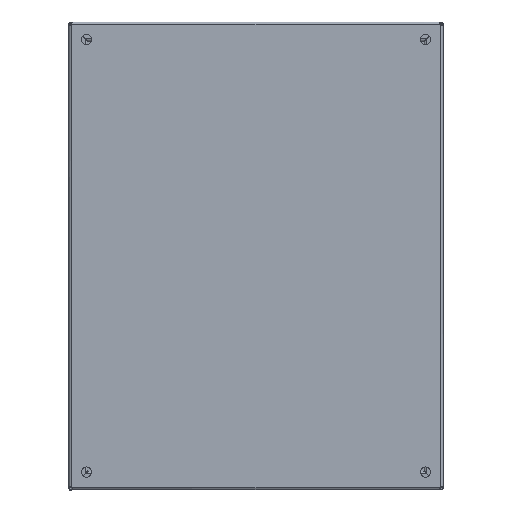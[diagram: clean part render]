
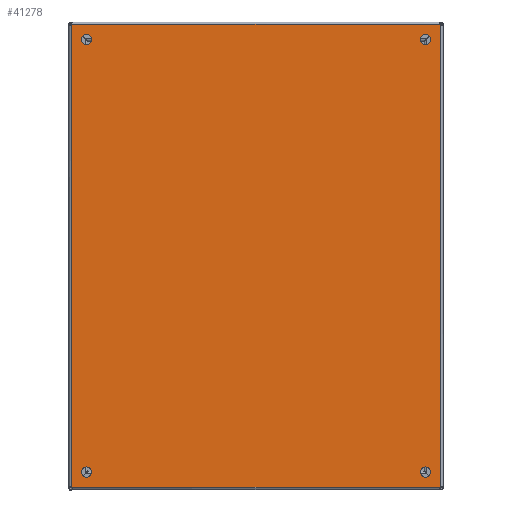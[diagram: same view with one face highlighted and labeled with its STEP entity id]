
A CAD part, top view. The second image highlights one B-rep face of the part: STEP entity #41278.
In plain terms, the highlighted planar face has unit normal (0, 0, 1).
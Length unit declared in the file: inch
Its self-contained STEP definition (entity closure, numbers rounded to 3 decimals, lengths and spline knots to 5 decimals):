
#273 = EDGE_LOOP ( 'NONE', ( #59256 ) ) ;
#442 = ORIENTED_EDGE ( 'NONE', *, *, #69529, .T. ) ;
#1008 = FACE_BOUND ( 'NONE', #66920, .T. ) ;
#1117 = VERTEX_POINT ( 'NONE', #70849 ) ;
#1241 = EDGE_LOOP ( 'NONE', ( #79955, #46985, #75439, #48066, #3550, #12666, #78483, #75092 ) ) ;
#2970 = AXIS2_PLACEMENT_3D ( 'NONE', #66715, #60614, #22688 ) ;
#3290 = AXIS2_PLACEMENT_3D ( 'NONE', #47115, #9239, #21944 ) ;
#3352 = VECTOR ( 'NONE', #30400, 39.37008 ) ;
#3362 = VERTEX_POINT ( 'NONE', #4220 ) ;
#3550 = ORIENTED_EDGE ( 'NONE', *, *, #68523, .T. ) ;
#4220 = CARTESIAN_POINT ( 'NONE',  ( 0.40625, 19.125, 10.9175 ) ) ;
#4583 = DIRECTION ( 'NONE',  ( -1., 0., 0. ) ) ;
#5768 = CARTESIAN_POINT ( 'NONE',  ( 7.875, 19.76975, 10.9175 ) ) ;
#6011 = CARTESIAN_POINT ( 'NONE',  ( -0.01975, 9.875, 10.9175 ) ) ;
#8189 = VECTOR ( 'NONE', #26290, 39.37008 ) ;
#9239 = DIRECTION ( 'NONE',  ( 0., 0., -1. ) ) ;
#11578 = CIRCLE ( 'NONE', #36533, 0.07 ) ;
#12078 = DIRECTION ( 'NONE',  ( -1., 0., 0. ) ) ;
#12283 = VERTEX_POINT ( 'NONE', #31049 ) ;
#12666 = ORIENTED_EDGE ( 'NONE', *, *, #32858, .F. ) ;
#15343 = CARTESIAN_POINT ( 'NONE',  ( 15.75777, -0.01975, 10.9175 ) ) ;
#16142 = EDGE_CURVE ( 'NONE', #48450, #27659, #24013, .T. ) ;
#17953 = CARTESIAN_POINT ( 'NONE',  ( 15.75777, 19.76975, 10.9175 ) ) ;
#19567 = EDGE_CURVE ( 'NONE', #53778, #53778, #32355, .T. ) ;
#21944 = DIRECTION ( 'NONE',  ( -1., 0., 0. ) ) ;
#22003 = EDGE_LOOP ( 'NONE', ( #74135 ) ) ;
#22659 = VERTEX_POINT ( 'NONE', #17953 ) ;
#22688 = DIRECTION ( 'NONE',  ( -1., 0., 0. ) ) ;
#24013 = LINE ( 'NONE', #31237, #38874 ) ;
#24543 = AXIS2_PLACEMENT_3D ( 'NONE', #48548, #67682, #4583 ) ;
#24906 = VERTEX_POINT ( 'NONE', #31984 ) ;
#25010 = CARTESIAN_POINT ( 'NONE',  ( 15.81289, 19.81289, 10.9175 ) ) ;
#25485 = CARTESIAN_POINT ( 'NONE',  ( 15.76975, 9.875, 10.9175 ) ) ;
#25883 = CARTESIAN_POINT ( 'NONE',  ( 15.76975, 19.75777, 10.9175 ) ) ;
#26095 = EDGE_CURVE ( 'NONE', #78293, #33886, #48733, .T. ) ;
#26290 = DIRECTION ( 'NONE',  ( 0., -1., 0. ) ) ;
#27659 = VERTEX_POINT ( 'NONE', #79196 ) ;
#29985 = DIRECTION ( 'NONE',  ( 1., 0., 0. ) ) ;
#30251 = DIRECTION ( 'NONE',  ( 0., 0., -1. ) ) ;
#30400 = DIRECTION ( 'NONE',  ( 1., 0., 0. ) ) ;
#31049 = CARTESIAN_POINT ( 'NONE',  ( 14.90625, 19.125, 10.9175 ) ) ;
#31237 = CARTESIAN_POINT ( 'NONE',  ( 7.875, -0.01975, 10.9175 ) ) ;
#31984 = CARTESIAN_POINT ( 'NONE',  ( -0.01975, -0.00777, 10.9175 ) ) ;
#32201 = DIRECTION ( 'NONE',  ( 0., 0., -1. ) ) ;
#32355 = CIRCLE ( 'NONE', #66371, 0.21875 ) ;
#32626 = AXIS2_PLACEMENT_3D ( 'NONE', #25010, #32201, #50424 ) ;
#32648 = AXIS2_PLACEMENT_3D ( 'NONE', #61782, #30251, #29985 ) ;
#32858 = EDGE_CURVE ( 'NONE', #24906, #1117, #61322, .T. ) ;
#32937 = CIRCLE ( 'NONE', #32648, 0.07 ) ;
#33718 = DIRECTION ( 'NONE',  ( 1., 0., 0. ) ) ;
#33752 = DIRECTION ( 'NONE',  ( 0., 0., -1. ) ) ;
#33886 = VERTEX_POINT ( 'NONE', #35679 ) ;
#35679 = CARTESIAN_POINT ( 'NONE',  ( 15.76975, -0.00777, 10.9175 ) ) ;
#36533 = AXIS2_PLACEMENT_3D ( 'NONE', #45895, #45633, #33718 ) ;
#36834 = EDGE_LOOP ( 'NONE', ( #43312 ) ) ;
#37321 = EDGE_CURVE ( 'NONE', #59005, #59005, #45748, .T. ) ;
#38058 = LINE ( 'NONE', #5768, #3352 ) ;
#38874 = VECTOR ( 'NONE', #63052, 39.37008 ) ;
#39282 = EDGE_CURVE ( 'NONE', #24906, #27659, #11578, .T. ) ;
#40637 = FACE_BOUND ( 'NONE', #273, .T. ) ;
#41278 = ADVANCED_FACE ( 'NONE', ( #40637, #1008, #51536, #62437, #44610 ), #73563, .F. ) ;
#43082 = CARTESIAN_POINT ( 'NONE',  ( -0.00777, 19.76975, 10.9175 ) ) ;
#43276 = EDGE_CURVE ( 'NONE', #65636, #22659, #38058, .T. ) ;
#43312 = ORIENTED_EDGE ( 'NONE', *, *, #37321, .T. ) ;
#44610 = FACE_OUTER_BOUND ( 'NONE', #1241, .T. ) ;
#44852 = CARTESIAN_POINT ( 'NONE',  ( 0.625, 0.625, 10.9175 ) ) ;
#45633 = DIRECTION ( 'NONE',  ( 0., 0., -1. ) ) ;
#45748 = CIRCLE ( 'NONE', #2970, 0.21875 ) ;
#45895 = CARTESIAN_POINT ( 'NONE',  ( -0.06289, -0.06289, 10.9175 ) ) ;
#46880 = CIRCLE ( 'NONE', #63218, 0.07 ) ;
#46985 = ORIENTED_EDGE ( 'NONE', *, *, #26095, .F. ) ;
#47115 = CARTESIAN_POINT ( 'NONE',  ( 15.125, 19.125, 10.9175 ) ) ;
#48066 = ORIENTED_EDGE ( 'NONE', *, *, #43276, .F. ) ;
#48450 = VERTEX_POINT ( 'NONE', #15343 ) ;
#48548 = CARTESIAN_POINT ( 'NONE',  ( 7.875, 9.875, 10.9175 ) ) ;
#48710 = EDGE_CURVE ( 'NONE', #48450, #33886, #32937, .T. ) ;
#48733 = LINE ( 'NONE', #25485, #8189 ) ;
#50424 = DIRECTION ( 'NONE',  ( 1., 0., 0. ) ) ;
#51239 = DIRECTION ( 'NONE',  ( 0., 0., -1. ) ) ;
#51536 = FACE_BOUND ( 'NONE', #22003, .T. ) ;
#52103 = CARTESIAN_POINT ( 'NONE',  ( 14.90625, 0.625, 10.9175 ) ) ;
#52292 = CARTESIAN_POINT ( 'NONE',  ( -0.06289, 19.81289, 10.9175 ) ) ;
#53679 = AXIS2_PLACEMENT_3D ( 'NONE', #81029, #69113, #12078 ) ;
#53778 = VERTEX_POINT ( 'NONE', #74950 ) ;
#59005 = VERTEX_POINT ( 'NONE', #52103 ) ;
#59256 = ORIENTED_EDGE ( 'NONE', *, *, #64111, .T. ) ;
#59657 = EDGE_CURVE ( 'NONE', #78293, #22659, #59868, .T. ) ;
#59868 = CIRCLE ( 'NONE', #32626, 0.07 ) ;
#60376 = CIRCLE ( 'NONE', #3290, 0.21875 ) ;
#60614 = DIRECTION ( 'NONE',  ( 0., 0., -1. ) ) ;
#61322 = LINE ( 'NONE', #6011, #67289 ) ;
#61782 = CARTESIAN_POINT ( 'NONE',  ( 15.81289, -0.06289, 10.9175 ) ) ;
#62437 = FACE_BOUND ( 'NONE', #36834, .T. ) ;
#63052 = DIRECTION ( 'NONE',  ( -1., 0., 0. ) ) ;
#63218 = AXIS2_PLACEMENT_3D ( 'NONE', #52292, #33752, #65349 ) ;
#63739 = DIRECTION ( 'NONE',  ( -1., 0., 0. ) ) ;
#64111 = EDGE_CURVE ( 'NONE', #3362, #3362, #70931, .T. ) ;
#65349 = DIRECTION ( 'NONE',  ( 1., 0., 0. ) ) ;
#65636 = VERTEX_POINT ( 'NONE', #43082 ) ;
#66371 = AXIS2_PLACEMENT_3D ( 'NONE', #44852, #51239, #63739 ) ;
#66715 = CARTESIAN_POINT ( 'NONE',  ( 15.125, 0.625, 10.9175 ) ) ;
#66920 = EDGE_LOOP ( 'NONE', ( #442 ) ) ;
#67289 = VECTOR ( 'NONE', #69126, 39.37008 ) ;
#67682 = DIRECTION ( 'NONE',  ( 0., 0., -1. ) ) ;
#68523 = EDGE_CURVE ( 'NONE', #65636, #1117, #46880, .T. ) ;
#69113 = DIRECTION ( 'NONE',  ( 0., 0., -1. ) ) ;
#69126 = DIRECTION ( 'NONE',  ( 0., 1., 0. ) ) ;
#69529 = EDGE_CURVE ( 'NONE', #12283, #12283, #60376, .T. ) ;
#70849 = CARTESIAN_POINT ( 'NONE',  ( -0.01975, 19.75777, 10.9175 ) ) ;
#70931 = CIRCLE ( 'NONE', #53679, 0.21875 ) ;
#73563 = PLANE ( 'NONE',  #24543 ) ;
#74135 = ORIENTED_EDGE ( 'NONE', *, *, #19567, .T. ) ;
#74950 = CARTESIAN_POINT ( 'NONE',  ( 0.40625, 0.625, 10.9175 ) ) ;
#75092 = ORIENTED_EDGE ( 'NONE', *, *, #16142, .F. ) ;
#75439 = ORIENTED_EDGE ( 'NONE', *, *, #59657, .T. ) ;
#78293 = VERTEX_POINT ( 'NONE', #25883 ) ;
#78483 = ORIENTED_EDGE ( 'NONE', *, *, #39282, .T. ) ;
#79196 = CARTESIAN_POINT ( 'NONE',  ( -0.00777, -0.01975, 10.9175 ) ) ;
#79955 = ORIENTED_EDGE ( 'NONE', *, *, #48710, .T. ) ;
#81029 = CARTESIAN_POINT ( 'NONE',  ( 0.625, 19.125, 10.9175 ) ) ;
